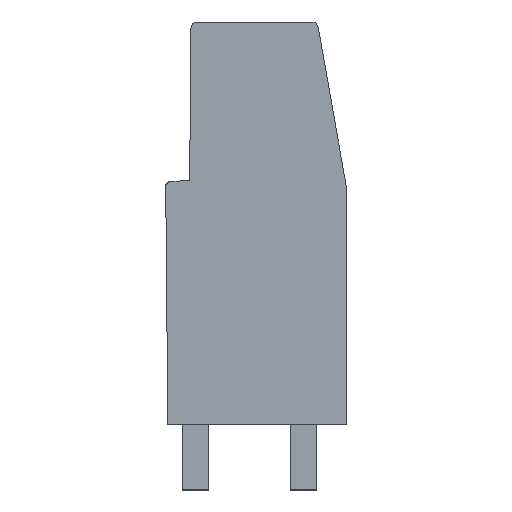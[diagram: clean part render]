
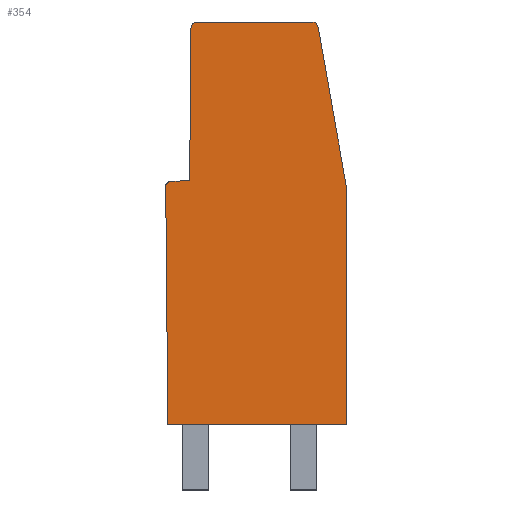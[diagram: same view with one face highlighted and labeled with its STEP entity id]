
A CAD part, top view. The second image highlights one B-rep face of the part: STEP entity #354.
In plain terms, the highlighted planar face has unit normal (0, 0, 1).
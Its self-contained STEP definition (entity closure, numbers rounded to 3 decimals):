
#354 = ADVANCED_FACE( '', ( #784 ), #785, .T. );
#784 = FACE_OUTER_BOUND( '', #1282, .T. );
#785 = PLANE( '', #1283 );
#1282 = EDGE_LOOP( '', ( #2288, #2289, #2290, #2291, #2292, #2293, #2294, #2295, #2296, #2297 ) );
#1283 = AXIS2_PLACEMENT_3D( '', #2298, #2299, #2300 );
#2288 = ORIENTED_EDGE( '', *, *, #3312, .F. );
#2289 = ORIENTED_EDGE( '', *, *, #3288, .F. );
#2290 = ORIENTED_EDGE( '', *, *, #3115, .F. );
#2291 = ORIENTED_EDGE( '', *, *, #3313, .F. );
#2292 = ORIENTED_EDGE( '', *, *, #3302, .F. );
#2293 = ORIENTED_EDGE( '', *, *, #3078, .F. );
#2294 = ORIENTED_EDGE( '', *, *, #3299, .F. );
#2295 = ORIENTED_EDGE( '', *, *, #3314, .F. );
#2296 = ORIENTED_EDGE( '', *, *, #3315, .F. );
#2297 = ORIENTED_EDGE( '', *, *, #3316, .F. );
#2298 = CARTESIAN_POINT( '', ( -91.885, 38.277, 47.95 ) );
#2299 = DIRECTION( '', ( 0., 0., 1. ) );
#2300 = DIRECTION( '', ( 1., 0., 0. ) );
#3078 = EDGE_CURVE( '', #3755, #3751, #3757, .T. );
#3115 = EDGE_CURVE( '', #3814, #3809, #3816, .T. );
#3288 = EDGE_CURVE( '', #3809, #4063, #4064, .T. );
#3299 = EDGE_CURVE( '', #4078, #3755, #4080, .T. );
#3302 = EDGE_CURVE( '', #3751, #4084, #4085, .T. );
#3312 = EDGE_CURVE( '', #4063, #4099, #4100, .T. );
#3313 = EDGE_CURVE( '', #4084, #3814, #4101, .T. );
#3314 = EDGE_CURVE( '', #4102, #4078, #4103, .T. );
#3315 = EDGE_CURVE( '', #4104, #4102, #4105, .T. );
#3316 = EDGE_CURVE( '', #4099, #4104, #4106, .T. );
#3751 = VERTEX_POINT( '', #4694 );
#3755 = VERTEX_POINT( '', #4699 );
#3757 = CIRCLE( '', #4702, 0.3 );
#3809 = VERTEX_POINT( '', #4779 );
#3814 = VERTEX_POINT( '', #4786 );
#3816 = LINE( '', #4789, #4790 );
#4063 = VERTEX_POINT( '', #5163 );
#4064 = LINE( '', #5164, #5165 );
#4078 = VERTEX_POINT( '', #5186 );
#4080 = LINE( '', #5189, #5190 );
#4084 = VERTEX_POINT( '', #5195 );
#4085 = LINE( '', #5196, #5197 );
#4099 = VERTEX_POINT( '', #5215 );
#4100 = LINE( '', #5216, #5217 );
#4101 = CIRCLE( '', #5218, 0.3 );
#4102 = VERTEX_POINT( '', #5219 );
#4103 = LINE( '', #5220, #5221 );
#4104 = VERTEX_POINT( '', #5222 );
#4105 = CIRCLE( '', #5223, 0.2 );
#4106 = LINE( '', #5224, #5225 );
#4694 = CARTESIAN_POINT( '', ( -94.274, 38.277, 47.95 ) );
#4699 = CARTESIAN_POINT( '', ( -94.574, 37.97, 47.95 ) );
#4702 = AXIS2_PLACEMENT_3D( '', #5650, #5651, #5652 );
#4779 = CARTESIAN_POINT( '', ( -87.435, 30.727, 47.95 ) );
#4786 = CARTESIAN_POINT( '', ( -88.723, 38.029, 47.95 ) );
#4789 = CARTESIAN_POINT( '', ( -88.766, 38.277, 47.95 ) );
#4790 = VECTOR( '', #5684, 1000. );
#5163 = CARTESIAN_POINT( '', ( -87.435, 19.777, 47.95 ) );
#5164 = CARTESIAN_POINT( '', ( -87.435, 30.727, 47.95 ) );
#5165 = VECTOR( '', #5851, 1000. );
#5186 = CARTESIAN_POINT( '', ( -94.635, 31.008, 47.95 ) );
#5189 = CARTESIAN_POINT( '', ( -94.572, 38.262, 47.95 ) );
#5190 = VECTOR( '', #5860, 1000. );
#5195 = CARTESIAN_POINT( '', ( -89.018, 38.277, 47.95 ) );
#5196 = CARTESIAN_POINT( '', ( -94.735, 38.277, 47.95 ) );
#5197 = VECTOR( '', #5862, 1000. );
#5215 = CARTESIAN_POINT( '', ( -95.64, 19.777, 47.95 ) );
#5216 = CARTESIAN_POINT( '', ( -94.885, 19.777, 47.95 ) );
#5217 = VECTOR( '', #5873, 1000. );
#5218 = AXIS2_PLACEMENT_3D( '', #5874, #5875, #5876 );
#5219 = CARTESIAN_POINT( '', ( -95.553, 30.928, 47.95 ) );
#5220 = CARTESIAN_POINT( '', ( -95.737, 30.912, 47.95 ) );
#5221 = VECTOR( '', #5877, 1000. );
#5222 = CARTESIAN_POINT( '', ( -95.735, 30.727, 47.95 ) );
#5223 = AXIS2_PLACEMENT_3D( '', #5878, #5879, #5880 );
#5224 = CARTESIAN_POINT( '', ( -95.735, 30.712, 47.95 ) );
#5225 = VECTOR( '', #5881, 1000. );
#5650 = CARTESIAN_POINT( '', ( -94.274, 37.977, 47.95 ) );
#5651 = DIRECTION( '', ( 0., 0., -1. ) );
#5652 = DIRECTION( '', ( 1., 0., 0. ) );
#5684 = DIRECTION( '', ( 0.174, -0.985, 0. ) );
#5851 = DIRECTION( '', ( 0., -1., 0. ) );
#5860 = DIRECTION( '', ( 0.009, 1., 0. ) );
#5862 = DIRECTION( '', ( 1., 0., 0. ) );
#5873 = DIRECTION( '', ( -1., 0., 0. ) );
#5874 = CARTESIAN_POINT( '', ( -89.018, 37.977, 47.95 ) );
#5875 = DIRECTION( '', ( 0., 0., -1. ) );
#5876 = DIRECTION( '', ( 1., 0., 0. ) );
#5877 = DIRECTION( '', ( 0.996, 0.087, 0. ) );
#5878 = CARTESIAN_POINT( '', ( -95.535, 30.728, 47.95 ) );
#5879 = DIRECTION( '', ( 0., 0., -1. ) );
#5880 = DIRECTION( '', ( 1., 0., 0. ) );
#5881 = DIRECTION( '', ( -0.009, 1., 0. ) );
